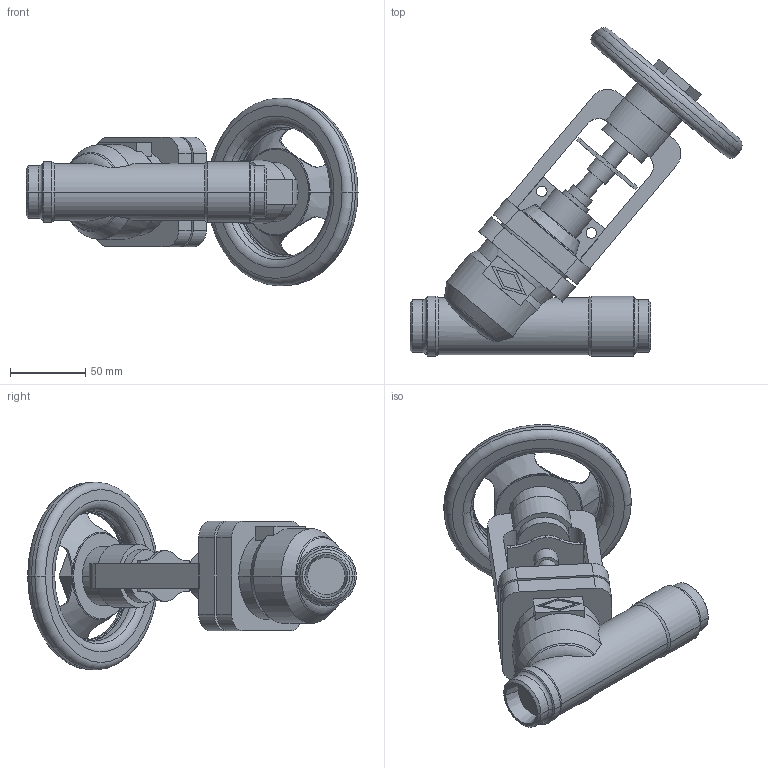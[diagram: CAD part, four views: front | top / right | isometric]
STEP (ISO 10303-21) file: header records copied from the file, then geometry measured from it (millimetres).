
FILE_DESCRIPTION(('OneSpaceDesigner STEP Export'),'2;1');
FILE_NAME('c000003938.stp','2009-09-17T 9:00:31',(''),(''),'OneSpace Designer STEP processor for AP214 (Solid Model)','OneSpace Modeling 15.50B 03-Nov-2007 (C) CoCreate Software GmbH','');
FILE_SCHEMA(('AUTOMOTIVE_DESIGN { 1 0 10303 214 1 1 1 1 }'));
Length unit declared in the file: millimetre
Products named in the file (1): 1
Bounding box: 220.82 x 218.56 x 125 mm (x, y, z)
Volume: 650872.2 mm3; surface area: 103072.2 mm2
Topology: 1 solids, 1 shells, 207 faces, 550 edges, 353 vertices
Faces by surface type: plane 75, cylinder 71, torus 32, cone 29
Entity records: 8272 total; most frequent: CARTESIAN_POINT 1830, ORIENTED_EDGE 1092, DIRECTION 886, EDGE_CURVE 546, VERTEX_POINT 349, AXIS2_PLACEMENT_3D 321, VECTOR 244, LINE 244
